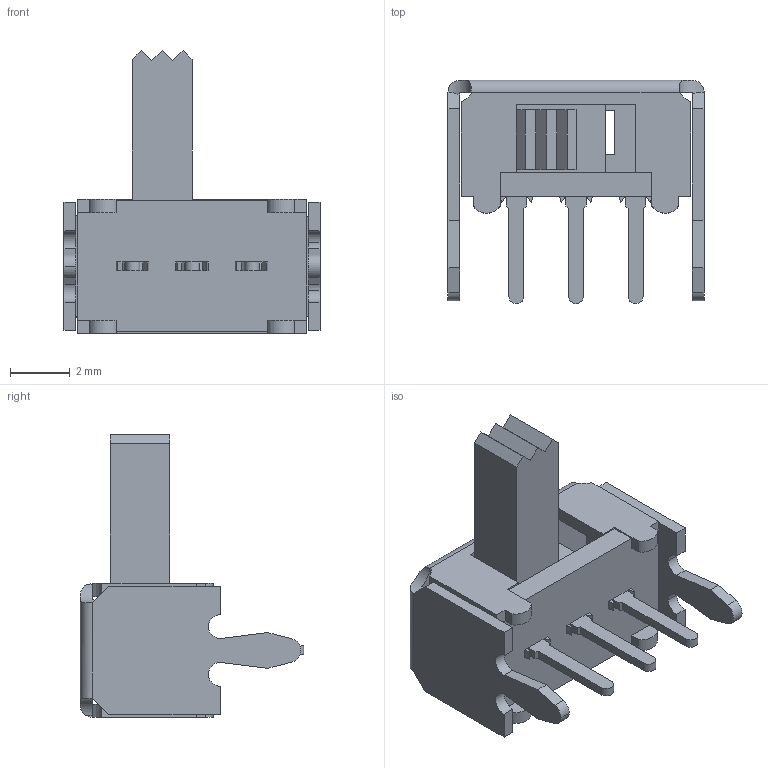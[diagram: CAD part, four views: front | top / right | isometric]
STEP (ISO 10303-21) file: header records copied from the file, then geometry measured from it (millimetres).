
FILE_DESCRIPTION (( 'STEP AP214' ), '1' );
FILE_NAME ('Same_Sky_SLW-864574-5A-RA-N-D.step', '2025-01-07T19:04:06', ( '' ), ( '' ), 'SwSTEP 2.0', 'SolidWorks 2024', '' );
FILE_SCHEMA (( 'AUTOMOTIVE_DESIGN' ));
Length unit declared in the file: inch
Products named in the file (1): Same_Sky_SLW-864574-5A-RA-N-D
Bounding box: 8.6 x 7.5 x 9.5 mm (x, y, z)
Volume: 95.8 mm3; surface area: 426.3 mm2
Topology: 4 solids, 4 shells, 182 faces, 479 edges, 308 vertices
Faces by surface type: plane 151, cylinder 31
Entity records: 5608 total; most frequent: CARTESIAN_POINT 1041, ORIENTED_EDGE 958, DIRECTION 886, EDGE_CURVE 479, VECTOR 404, LINE 404, VERTEX_POINT 308, AXIS2_PLACEMENT_3D 241
